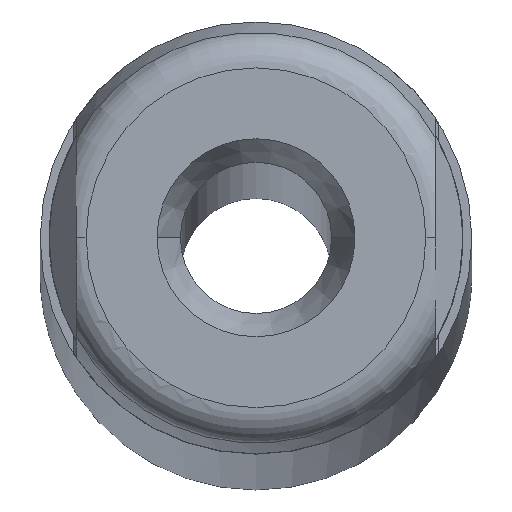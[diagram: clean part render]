
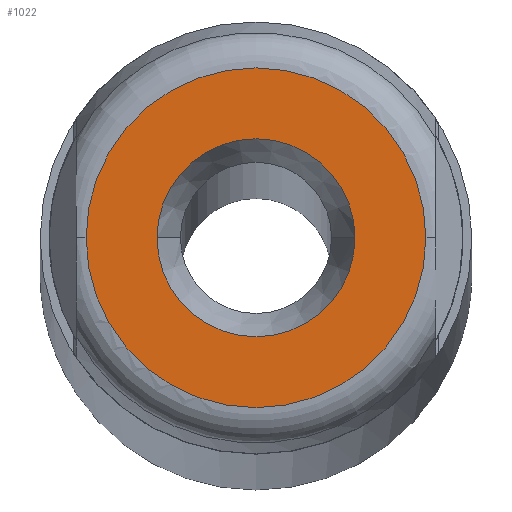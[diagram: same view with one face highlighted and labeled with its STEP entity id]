
A CAD part, top view. The second image highlights one B-rep face of the part: STEP entity #1022.
In plain terms, the highlighted planar face has unit normal (0, 0, 1).
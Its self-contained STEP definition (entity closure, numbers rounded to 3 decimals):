
#158 = CARTESIAN_POINT ( 'NONE',  ( -2.75, 0., 0. ) ) ;
#186 = CARTESIAN_POINT ( 'NONE',  ( 2.75, 0., 0. ) ) ;
#332 = CARTESIAN_POINT ( 'NONE',  ( 4.72, 0., 0. ) ) ;
#336 = CIRCLE ( 'NONE', #379, 2.75 ) ;
#341 = CARTESIAN_POINT ( 'NONE',  ( -4.72, 0., 0. ) ) ;
#363 = DIRECTION ( 'NONE',  ( 1., 0., 0. ) ) ;
#366 = CARTESIAN_POINT ( 'NONE',  ( 0., 0., 0. ) ) ;
#372 = DIRECTION ( 'NONE',  ( 1., 0., 0. ) ) ;
#373 = DIRECTION ( 'NONE',  ( 0., 0., 1. ) ) ;
#374 = AXIS2_PLACEMENT_3D ( 'NONE', #383, #373, #372 ) ;
#375 = DIRECTION ( 'NONE',  ( 0., 0., 1. ) ) ;
#379 = AXIS2_PLACEMENT_3D ( 'NONE', #366, #375, #363 ) ;
#383 = CARTESIAN_POINT ( 'NONE',  ( 0., 0., 0. ) ) ;
#384 = CIRCLE ( 'NONE', #374, 4.72 ) ;
#478 = PLANE ( 'NONE',  #479 ) ;
#479 = AXIS2_PLACEMENT_3D ( 'NONE', #525, #517, #516 ) ;
#502 = CIRCLE ( 'NONE', #520, 2.75 ) ;
#516 = DIRECTION ( 'NONE',  ( -1., 0., 0. ) ) ;
#517 = DIRECTION ( 'NONE',  ( 0., 0., -1. ) ) ;
#518 = DIRECTION ( 'NONE',  ( 0., 0., 1. ) ) ;
#519 = CARTESIAN_POINT ( 'NONE',  ( 0., 0., 0. ) ) ;
#520 = AXIS2_PLACEMENT_3D ( 'NONE', #519, #518, #555 ) ;
#525 = CARTESIAN_POINT ( 'NONE',  ( 0., 0., 0. ) ) ;
#527 = FACE_OUTER_BOUND ( 'NONE', #1035, .T. ) ;
#528 = FACE_BOUND ( 'NONE', #1023, .T. ) ;
#555 = DIRECTION ( 'NONE',  ( 1., 0., 0. ) ) ;
#665 = CIRCLE ( 'NONE', #695, 4.72 ) ;
#683 = DIRECTION ( 'NONE',  ( 1., 0., 0. ) ) ;
#684 = DIRECTION ( 'NONE',  ( 0., 0., 1. ) ) ;
#685 = CARTESIAN_POINT ( 'NONE',  ( 0., 0., 0. ) ) ;
#695 = AXIS2_PLACEMENT_3D ( 'NONE', #685, #684, #683 ) ;
#861 = VERTEX_POINT ( 'NONE', #158 ) ;
#882 = VERTEX_POINT ( 'NONE', #186 ) ;
#930 = VERTEX_POINT ( 'NONE', #332 ) ;
#942 = VERTEX_POINT ( 'NONE', #341 ) ;
#950 = EDGE_CURVE ( 'NONE', #930, #942, #384, .T. ) ;
#956 = EDGE_CURVE ( 'NONE', #861, #882, #336, .T. ) ;
#1011 = ORIENTED_EDGE ( 'NONE', *, *, #1028, .F. ) ;
#1022 = ADVANCED_FACE ( 'NONE', ( #528, #527 ), #478, .F. ) ;
#1023 = EDGE_LOOP ( 'NONE', ( #1011, #1026 ) ) ;
#1026 = ORIENTED_EDGE ( 'NONE', *, *, #956, .F. ) ;
#1028 = EDGE_CURVE ( 'NONE', #882, #861, #502, .T. ) ;
#1035 = EDGE_LOOP ( 'NONE', ( #1128, #1036 ) ) ;
#1036 = ORIENTED_EDGE ( 'NONE', *, *, #1137, .T. ) ;
#1128 = ORIENTED_EDGE ( 'NONE', *, *, #950, .T. ) ;
#1137 = EDGE_CURVE ( 'NONE', #942, #930, #665, .T. ) ;
